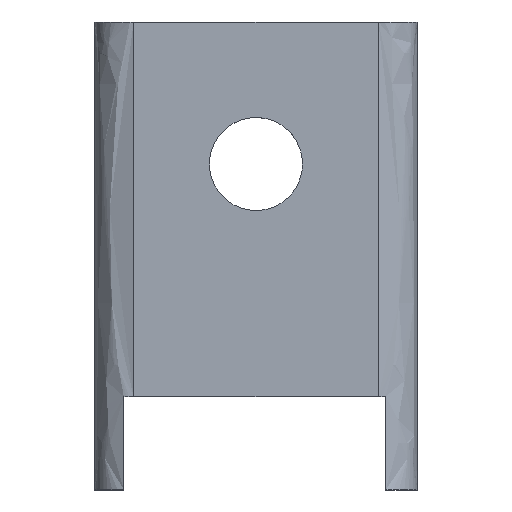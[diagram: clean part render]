
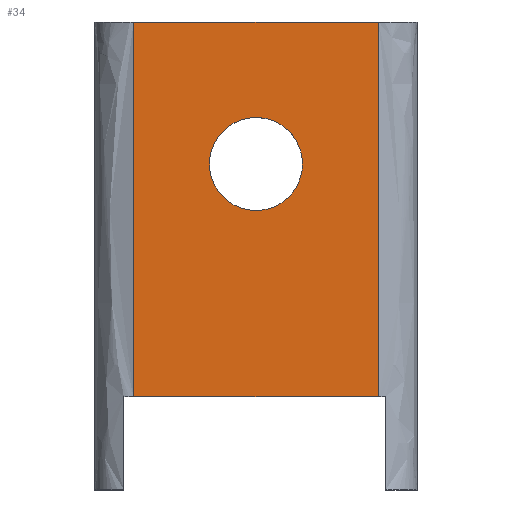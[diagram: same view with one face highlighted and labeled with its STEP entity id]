
A CAD part, top view. The second image highlights one B-rep face of the part: STEP entity #34.
In plain terms, the highlighted planar face has unit normal (0, 0, 1).
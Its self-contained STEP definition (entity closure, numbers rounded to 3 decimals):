
#25=FACE_BOUND('',#138,.T.);
#34=ADVANCED_FACE('',(#85,#25),#885,.T.);
#85=FACE_OUTER_BOUND('',#137,.T.);
#137=EDGE_LOOP('',(#250,#251,#252,#253));
#138=EDGE_LOOP('',(#254));
#250=ORIENTED_EDGE('',*,*,#608,.T.);
#251=ORIENTED_EDGE('',*,*,#485,.F.);
#252=ORIENTED_EDGE('',*,*,#607,.F.);
#253=ORIENTED_EDGE('',*,*,#602,.F.);
#254=ORIENTED_EDGE('',*,*,#471,.F.);
#471=EDGE_CURVE('',#761,#761,#746,.T.);
#485=EDGE_CURVE('',#770,#769,#625,.T.);
#602=EDGE_CURVE('',#853,#854,#737,.T.);
#607=EDGE_CURVE('',#854,#770,#738,.T.);
#608=EDGE_CURVE('',#853,#769,#739,.T.);
#625=B_SPLINE_CURVE_WITH_KNOTS('',1,(#1250,#1251),.UNSPECIFIED.,.F.,.F.,
(2,2),(-19.9,-9.9),.UNSPECIFIED.);
#737=B_SPLINE_CURVE_WITH_KNOTS('',1,(#1489,#1490),.UNSPECIFIED.,.F.,.F.,
(2,2),(-11.6,-1.6),.UNSPECIFIED.);
#738=B_SPLINE_CURVE_WITH_KNOTS('',1,(#1501,#1502),.UNSPECIFIED.,.F.,.F.,
(2,2),(3.8,19.1),.UNSPECIFIED.);
#739=B_SPLINE_CURVE_WITH_KNOTS('',1,(#1503,#1504),.UNSPECIFIED.,.F.,.F.,
(2,2),(3.8,19.1),.UNSPECIFIED.);
#746=(
BOUNDED_CURVE()
B_SPLINE_CURVE(2,(#1206,#1207,#1208,#1209,#1210,#1211,#1212,#1213,#1214),
 .UNSPECIFIED.,.T.,.F.)
B_SPLINE_CURVE_WITH_KNOTS((3,2,2,2,3),(0.,2.985,5.969,
8.954,11.938),.UNSPECIFIED.)
CURVE()
GEOMETRIC_REPRESENTATION_ITEM()
RATIONAL_B_SPLINE_CURVE((1.,0.707,1.,0.707,1.,0.707,
1.,0.707,1.))
REPRESENTATION_ITEM('')
);
#761=VERTEX_POINT('',#1110);
#769=VERTEX_POINT('',#1118);
#770=VERTEX_POINT('',#1119);
#853=VERTEX_POINT('',#1202);
#854=VERTEX_POINT('',#1203);
#885=PLANE('',#950);
#950=AXIS2_PLACEMENT_3D('',#1088,#998,$);
#998=DIRECTION('',(0.,0.,1.));
#1088=CARTESIAN_POINT('',(33.2,0.,0.));
#1110=CARTESIAN_POINT('',(28.5,13.3,0.));
#1118=CARTESIAN_POINT('',(31.6,19.1,0.));
#1119=CARTESIAN_POINT('',(21.6,19.1,0.));
#1202=CARTESIAN_POINT('',(31.6,3.8,0.));
#1203=CARTESIAN_POINT('',(21.6,3.8,0.));
#1206=CARTESIAN_POINT('',(28.5,13.3,0.));
#1207=CARTESIAN_POINT('',(28.5,15.2,0.));
#1208=CARTESIAN_POINT('',(26.6,15.2,0.));
#1209=CARTESIAN_POINT('',(24.7,15.2,0.));
#1210=CARTESIAN_POINT('',(24.7,13.3,0.));
#1211=CARTESIAN_POINT('',(24.7,11.4,0.));
#1212=CARTESIAN_POINT('',(26.6,11.4,0.));
#1213=CARTESIAN_POINT('',(28.5,11.4,0.));
#1214=CARTESIAN_POINT('',(28.5,13.3,0.));
#1250=CARTESIAN_POINT('',(21.6,19.1,0.));
#1251=CARTESIAN_POINT('',(31.6,19.1,0.));
#1489=CARTESIAN_POINT('',(31.6,3.8,0.));
#1490=CARTESIAN_POINT('',(21.6,3.8,0.));
#1501=CARTESIAN_POINT('',(21.6,3.8,0.));
#1502=CARTESIAN_POINT('',(21.6,19.1,0.));
#1503=CARTESIAN_POINT('',(31.6,3.8,0.));
#1504=CARTESIAN_POINT('',(31.6,19.1,0.));
